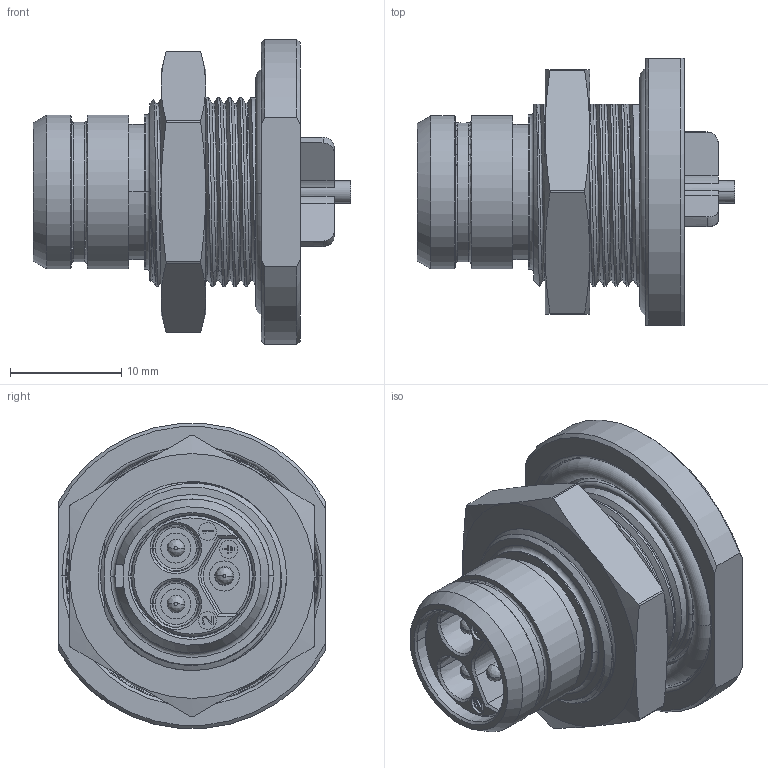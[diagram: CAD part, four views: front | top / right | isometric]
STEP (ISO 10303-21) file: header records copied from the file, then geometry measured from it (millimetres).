
FILE_DESCRIPTION((''),'2;1');
FILE_NAME('1331EV193MS','2024-07-17T14:01:19',('paultorloting'),('NET AG system integration'),'CREO PARAMETRIC BY PTC INC, 2021404','CREO PARAMETRIC BY PTC INC, 2021404','');
FILE_SCHEMA(('AUTOMOTIVE_DESIGN { 1 0 10303 214 1 1 1 1 }'));
Length unit declared in the file: millimetre
Products named in the file (1): 1331EV193MS
Bounding box: 28.55 x 24 x 27.41 mm (x, y, z)
Volume: 5064.5 mm3; surface area: 6631.4 mm2
Topology: 1 solids, 3 shells, 757 faces, 1958 edges, 1257 vertices
Faces by surface type: plane 345, cylinder 208, cone 107, bspline 49, torus 48
Entity records: 33531 total; most frequent: CARTESIAN_POINT 12236, ORIENTED_EDGE 3908, DIRECTION 3641, EDGE_CURVE 1954, AXIS2_PLACEMENT_3D 1327, VERTEX_POINT 1257, VECTOR 984, LINE 984
